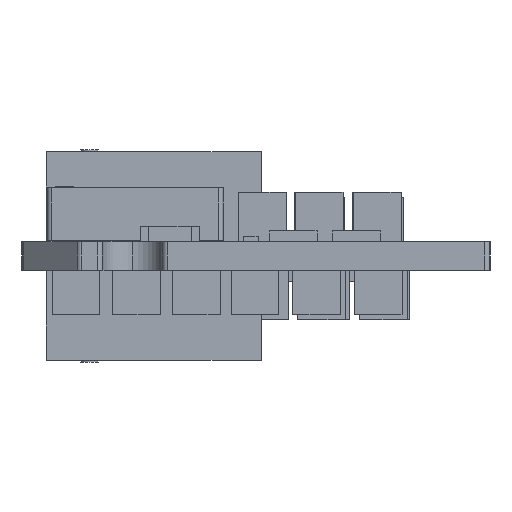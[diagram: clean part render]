
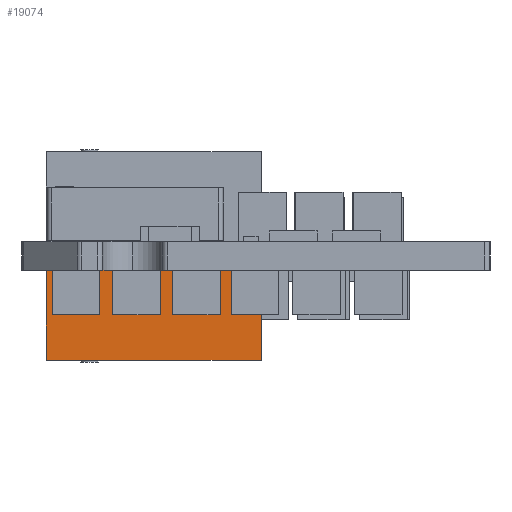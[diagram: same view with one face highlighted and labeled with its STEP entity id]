
A CAD part, left-side view. The second image highlights one B-rep face of the part: STEP entity #19074.
In plain terms, the highlighted face is planar.
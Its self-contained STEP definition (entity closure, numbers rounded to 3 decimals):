
#18468 = VERTEX_POINT('',#18469);
#18469 = CARTESIAN_POINT('',(-2.55,0.,-4.9));
#18477 = VERTEX_POINT('',#18478);
#18478 = CARTESIAN_POINT('',(-2.55,-0.3,-4.9));
#18484 = EDGE_CURVE('',#18468,#18477,#18485,.T.);
#18485 = LINE('',#18486,#18487);
#18486 = CARTESIAN_POINT('',(-2.55,0.,-4.9));
#18487 = VECTOR('',#18488,1.);
#18488 = DIRECTION('',(0.,-1.,0.));
#18499 = VERTEX_POINT('',#18500);
#18500 = CARTESIAN_POINT('',(-4.75,0.,-4.9));
#18506 = EDGE_CURVE('',#18499,#18507,#18509,.T.);
#18507 = VERTEX_POINT('',#18508);
#18508 = CARTESIAN_POINT('',(-4.75,-0.3,-4.9));
#18509 = LINE('',#18510,#18511);
#18510 = CARTESIAN_POINT('',(-4.75,0.,-4.9));
#18511 = VECTOR('',#18512,1.);
#18512 = DIRECTION('',(0.,-1.,0.));
#18530 = EDGE_CURVE('',#18507,#18477,#18531,.T.);
#18531 = LINE('',#18532,#18533);
#18532 = CARTESIAN_POINT('',(-2.55,-0.3,-4.9));
#18533 = VECTOR('',#18534,1.);
#18534 = DIRECTION('',(1.,0.,0.));
#18668 = VERTEX_POINT('',#18669);
#18669 = CARTESIAN_POINT('',(4.75,0.,-4.9));
#18684 = VERTEX_POINT('',#18685);
#18685 = CARTESIAN_POINT('',(4.75,-0.3,-4.9));
#18691 = EDGE_CURVE('',#18668,#18684,#18692,.T.);
#18692 = LINE('',#18693,#18694);
#18693 = CARTESIAN_POINT('',(4.75,0.,-4.9));
#18694 = VECTOR('',#18695,1.);
#18695 = DIRECTION('',(0.,-1.,0.));
#18706 = VERTEX_POINT('',#18707);
#18707 = CARTESIAN_POINT('',(2.55,0.,-4.9));
#18715 = EDGE_CURVE('',#18706,#18716,#18718,.T.);
#18716 = VERTEX_POINT('',#18717);
#18717 = CARTESIAN_POINT('',(2.55,-0.3,-4.9));
#18718 = LINE('',#18719,#18720);
#18719 = CARTESIAN_POINT('',(2.55,0.,-4.9));
#18720 = VECTOR('',#18721,1.);
#18721 = DIRECTION('',(0.,-1.,0.));
#18769 = EDGE_CURVE('',#18716,#18684,#18770,.T.);
#18770 = LINE('',#18771,#18772);
#18771 = CARTESIAN_POINT('',(2.55,-0.3,-4.9));
#18772 = VECTOR('',#18773,1.);
#18773 = DIRECTION('',(1.,0.,0.));
#19031 = VERTEX_POINT('',#19032);
#19032 = CARTESIAN_POINT('',(-6.1,5.1,-4.9));
#19040 = EDGE_CURVE('',#19041,#19031,#19043,.T.);
#19041 = VERTEX_POINT('',#19042);
#19042 = CARTESIAN_POINT('',(-6.1,0.,-4.9));
#19043 = LINE('',#19044,#19045);
#19044 = CARTESIAN_POINT('',(-6.1,0.,-4.9));
#19045 = VECTOR('',#19046,1.);
#19046 = DIRECTION('',(0.,1.,0.));
#19074 = ADVANCED_FACE('',(#19075),#19118,.T.);
#19075 = FACE_BOUND('',#19076,.T.);
#19076 = EDGE_LOOP('',(#19077,#19083,#19084,#19092,#19100,#19106,#19107,
    #19108,#19109,#19115,#19116,#19117));
#19077 = ORIENTED_EDGE('',*,*,#19078,.F.);
#19078 = EDGE_CURVE('',#19041,#18499,#19079,.T.);
#19079 = LINE('',#19080,#19081);
#19080 = CARTESIAN_POINT('',(-6.1,0.,-4.9));
#19081 = VECTOR('',#19082,1.);
#19082 = DIRECTION('',(1.,0.,0.));
#19083 = ORIENTED_EDGE('',*,*,#19040,.T.);
#19084 = ORIENTED_EDGE('',*,*,#19085,.F.);
#19085 = EDGE_CURVE('',#19086,#19031,#19088,.T.);
#19086 = VERTEX_POINT('',#19087);
#19087 = CARTESIAN_POINT('',(6.1,5.1,-4.9));
#19088 = LINE('',#19089,#19090);
#19089 = CARTESIAN_POINT('',(-6.1,5.1,-4.9));
#19090 = VECTOR('',#19091,1.);
#19091 = DIRECTION('',(-1.,0.,0.));
#19092 = ORIENTED_EDGE('',*,*,#19093,.F.);
#19093 = EDGE_CURVE('',#19094,#19086,#19096,.T.);
#19094 = VERTEX_POINT('',#19095);
#19095 = CARTESIAN_POINT('',(6.1,0.,-4.9));
#19096 = LINE('',#19097,#19098);
#19097 = CARTESIAN_POINT('',(6.1,0.,-4.9));
#19098 = VECTOR('',#19099,1.);
#19099 = DIRECTION('',(0.,1.,0.));
#19100 = ORIENTED_EDGE('',*,*,#19101,.F.);
#19101 = EDGE_CURVE('',#18668,#19094,#19102,.T.);
#19102 = LINE('',#19103,#19104);
#19103 = CARTESIAN_POINT('',(-6.1,0.,-4.9));
#19104 = VECTOR('',#19105,1.);
#19105 = DIRECTION('',(1.,0.,0.));
#19106 = ORIENTED_EDGE('',*,*,#18691,.T.);
#19107 = ORIENTED_EDGE('',*,*,#18769,.F.);
#19108 = ORIENTED_EDGE('',*,*,#18715,.F.);
#19109 = ORIENTED_EDGE('',*,*,#19110,.F.);
#19110 = EDGE_CURVE('',#18468,#18706,#19111,.T.);
#19111 = LINE('',#19112,#19113);
#19112 = CARTESIAN_POINT('',(-6.1,0.,-4.9));
#19113 = VECTOR('',#19114,1.);
#19114 = DIRECTION('',(1.,0.,0.));
#19115 = ORIENTED_EDGE('',*,*,#18484,.T.);
#19116 = ORIENTED_EDGE('',*,*,#18530,.F.);
#19117 = ORIENTED_EDGE('',*,*,#18506,.F.);
#19118 = PLANE('',#19119);
#19119 = AXIS2_PLACEMENT_3D('',#19120,#19121,#19122);
#19120 = CARTESIAN_POINT('',(6.1,0.,-4.9));
#19121 = DIRECTION('',(0.,0.,-1.));
#19122 = DIRECTION('',(-1.,0.,0.));
